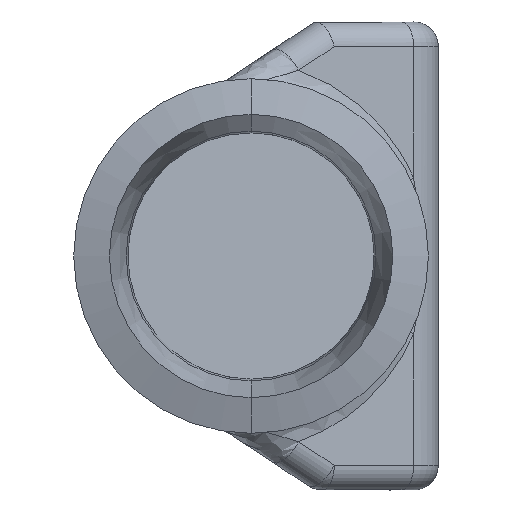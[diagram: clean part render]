
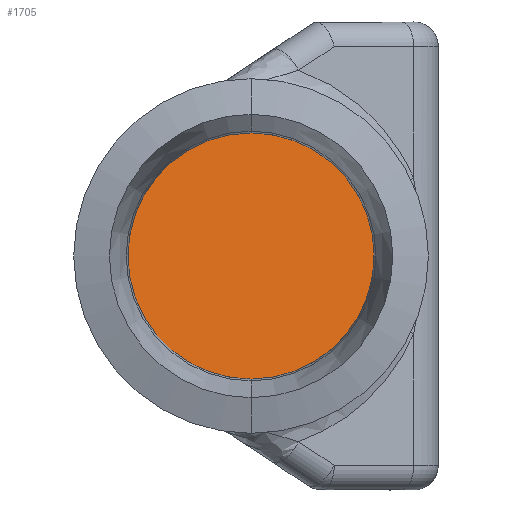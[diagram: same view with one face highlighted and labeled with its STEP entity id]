
A CAD part, left-side view. The second image highlights one B-rep face of the part: STEP entity #1705.
In plain terms, the highlighted planar face has unit normal (-0.866, -0.5, 0).
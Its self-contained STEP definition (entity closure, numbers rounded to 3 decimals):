
#67 = EDGE_CURVE ( 'NONE', #581, #790, #1514, .T. ) ;
#70 = EDGE_CURVE ( 'NONE', #790, #581, #1708, .T. ) ;
#239 = CARTESIAN_POINT ( 'NONE',  ( 30.499, 5., -2.5 ) ) ;
#388 = CARTESIAN_POINT ( 'NONE',  ( 33.385, 0., 2.5 ) ) ;
#442 = DIRECTION ( 'NONE',  ( -0.866, -0.5, 0. ) ) ;
#455 = FACE_OUTER_BOUND ( 'NONE', #1224, .T. ) ;
#469 = DIRECTION ( 'NONE',  ( 0.5, -0.866, 0. ) ) ;
#517 = CARTESIAN_POINT ( 'NONE',  ( 33.385, 0., -2.5 ) ) ;
#559 = AXIS2_PLACEMENT_3D ( 'NONE', #1731, #442, #469 ) ;
#581 = VERTEX_POINT ( 'NONE', #1533 ) ;
#604 = PLANE ( 'NONE',  #559 ) ;
#790 = VERTEX_POINT ( 'NONE', #959 ) ;
#890 = ORIENTED_EDGE ( 'NONE', *, *, #70, .T. ) ;
#959 = CARTESIAN_POINT ( 'NONE',  ( 33.385, 0., 2.5 ) ) ;
#961 = CARTESIAN_POINT ( 'NONE',  ( 36.272, -5., -2.5 ) ) ;
#1001 = ORIENTED_EDGE ( 'NONE', *, *, #67, .T. ) ;
#1224 = EDGE_LOOP ( 'NONE', ( #890, #1001 ) ) ;
#1230 = CARTESIAN_POINT ( 'NONE',  ( 30.499, 5., 2.5 ) ) ;
#1370 = CARTESIAN_POINT ( 'NONE',  ( 33.385, 0., 2.5 ) ) ;
#1381 = CARTESIAN_POINT ( 'NONE',  ( 33.385, 0., -2.5 ) ) ;
#1514 =( BOUNDED_CURVE ( )  B_SPLINE_CURVE ( 3, ( #1381, #961, #1663, #388 ),
 .UNSPECIFIED., .F., .F. ) 
 B_SPLINE_CURVE_WITH_KNOTS ( ( 4, 4 ),
 ( 1.571, 4.712 ),
 .UNSPECIFIED. ) 
 CURVE ( )  GEOMETRIC_REPRESENTATION_ITEM ( )  RATIONAL_B_SPLINE_CURVE ( ( 1., 0.333, 0.333, 1. ) ) 
 REPRESENTATION_ITEM ( '' )  );
#1533 = CARTESIAN_POINT ( 'NONE',  ( 33.385, 0., -2.5 ) ) ;
#1663 = CARTESIAN_POINT ( 'NONE',  ( 36.272, -5., 2.5 ) ) ;
#1705 = ADVANCED_FACE ( 'NONE', ( #455 ), #604, .T. ) ;
#1708 =( BOUNDED_CURVE ( )  B_SPLINE_CURVE ( 3, ( #1370, #1230, #239, #517 ),
 .UNSPECIFIED., .F., .T. ) 
 B_SPLINE_CURVE_WITH_KNOTS ( ( 4, 4 ),
 ( 4.712, 7.854 ),
 .UNSPECIFIED. ) 
 CURVE ( )  GEOMETRIC_REPRESENTATION_ITEM ( )  RATIONAL_B_SPLINE_CURVE ( ( 1., 0.333, 0.333, 1. ) ) 
 REPRESENTATION_ITEM ( '' )  );
#1731 = CARTESIAN_POINT ( 'NONE',  ( 35.579, -3.8, -13.356 ) ) ;
